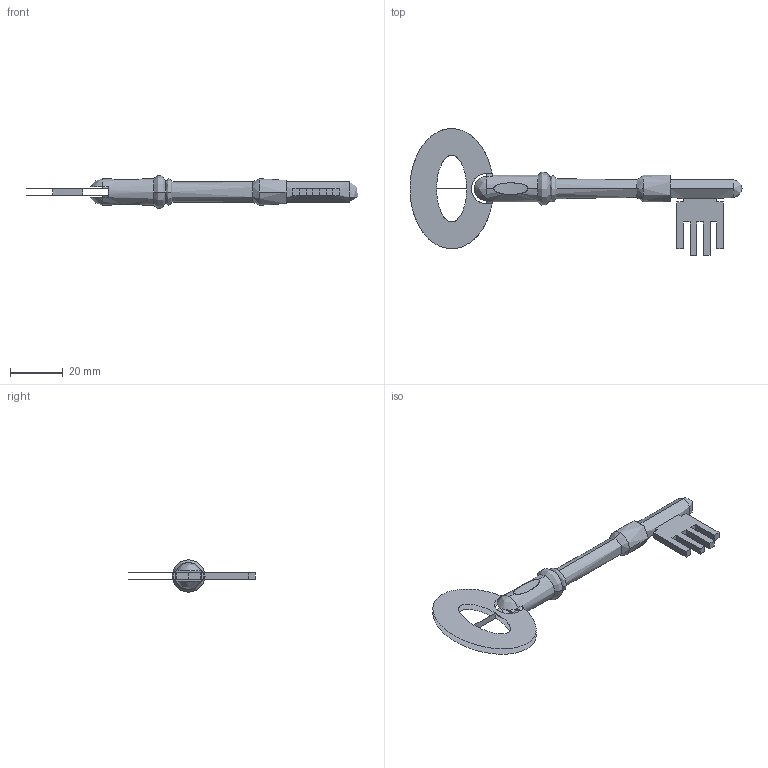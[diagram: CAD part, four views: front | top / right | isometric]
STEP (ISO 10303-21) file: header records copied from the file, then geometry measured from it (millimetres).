
FILE_DESCRIPTION(('Bauteilbeschreibung','HiCAD-Model','HiCAD-STEP-TRANSLATION','Bauteilbeschreibung'),'2;1');
FILE_NAME('K1-HC1-214.STP','2001-09-04T11:07:18+00:00',('Konstrukteur'),('Konstrukteur Firma GmbH'),'HiCAD2 V1101 STEP 20.8.2001','HiCAD2 V1101','confidential');
FILE_SCHEMA(('AUTOMOTIVE_DESIGN { 1 2 10303 214 0 1 1 1 }'));
Length unit declared in the file: millimetre
Products named in the file (2): SHAPEDEFREPSETSTART; K1_PE
Assembly tree (1 placements, depth 2):
  SHAPEDEFREPSETSTART
    K1_PE
Bounding box: 126.49 x 48.25 x 12.54 mm (x, y, z)
Surface area: 5861.9 mm2 (no closed solid volume)
Topology: 0 solids, 52 shells, 52 faces, 484 edges, 296 vertices
Faces by surface type: plane 24, cylinder 12, bspline 7, torus 4, sphere 3, cone 2
Entity records: 7878 total; most frequent: CARTESIAN_POINT 1735, DIRECTION 842, COLOUR_RGB 505, PRESENTATION_STYLE_ASSIGNMENT 505, OVER_RIDING_STYLED_ITEM 504, EDGE_CURVE 480, ORIENTED_EDGE 480, CURVE_STYLE 452
